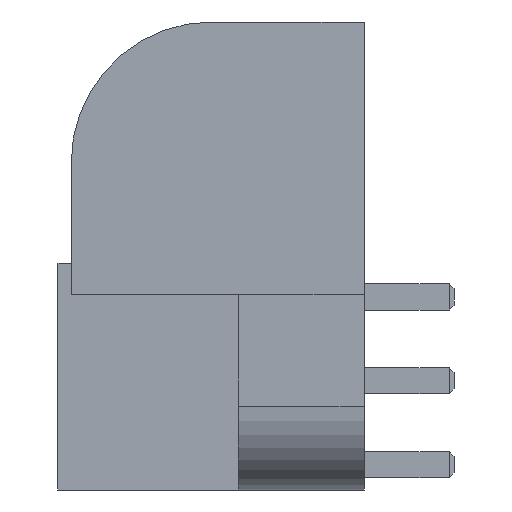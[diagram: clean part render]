
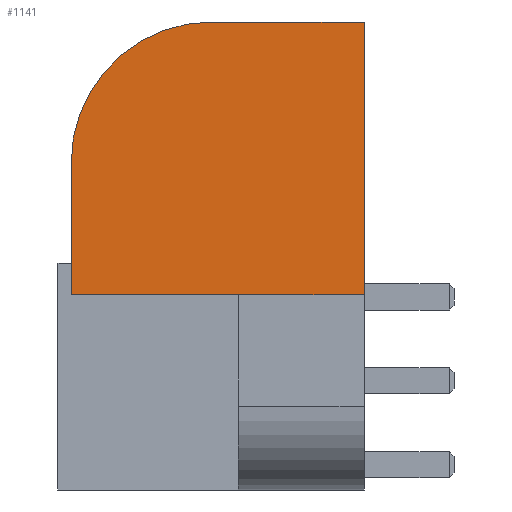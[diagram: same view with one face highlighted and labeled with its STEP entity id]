
A CAD part, left-side view. The second image highlights one B-rep face of the part: STEP entity #1141.
In plain terms, the highlighted planar face has unit normal (-1, 0, 0).
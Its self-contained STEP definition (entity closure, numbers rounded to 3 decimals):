
#1141 = ADVANCED_FACE( '', ( #2499 ), #2500, .F. );
#2499 = FACE_OUTER_BOUND( '', #4094, .T. );
#2500 = PLANE( '', #4095 );
#4094 = EDGE_LOOP( '', ( #7544, #7545, #7546, #7547, #7548 ) );
#4095 = AXIS2_PLACEMENT_3D( '', #7549, #7550, #7551 );
#7544 = ORIENTED_EDGE( '', *, *, #11373, .F. );
#7545 = ORIENTED_EDGE( '', *, *, #11374, .F. );
#7546 = ORIENTED_EDGE( '', *, *, #11375, .T. );
#7547 = ORIENTED_EDGE( '', *, *, #11334, .T. );
#7548 = ORIENTED_EDGE( '', *, *, #10548, .F. );
#7549 = CARTESIAN_POINT( '', ( -17.315, 4.235, 7.087 ) );
#7550 = DIRECTION( '', ( 1., 0., 0. ) );
#7551 = DIRECTION( '', ( 0., 0., -1. ) );
#10548 = EDGE_CURVE( '', #13002, #13004, #13005, .T. );
#11334 = EDGE_CURVE( '', #14185, #13004, #14190, .T. );
#11373 = EDGE_CURVE( '', #14238, #13002, #14239, .T. );
#11374 = EDGE_CURVE( '', #14240, #14238, #14241, .T. );
#11375 = EDGE_CURVE( '', #14240, #14185, #14242, .T. );
#13002 = VERTEX_POINT( '', #16379 );
#13004 = VERTEX_POINT( '', #16382 );
#13005 = LINE( '', #16383, #16384 );
#14185 = VERTEX_POINT( '', #18104 );
#14190 = LINE( '', #18112, #18113 );
#14238 = VERTEX_POINT( '', #18185 );
#14239 = LINE( '', #18186, #18187 );
#14240 = VERTEX_POINT( '', #18188 );
#14241 = CIRCLE( '', #18189, 4.25 );
#14242 = LINE( '', #18190, #18191 );
#16379 = CARTESIAN_POINT( '', ( -17.315, -4.635, 7.085 ) );
#16382 = CARTESIAN_POINT( '', ( -17.315, -4.635, -1.17 ) );
#16383 = CARTESIAN_POINT( '', ( -17.315, -4.635, 7.087 ) );
#16384 = VECTOR( '', #19762, 1000. );
#18104 = CARTESIAN_POINT( '', ( -17.315, 4.235, -1.17 ) );
#18112 = CARTESIAN_POINT( '', ( -17.315, 5., -1.17 ) );
#18113 = VECTOR( '', #20585, 1000. );
#18185 = CARTESIAN_POINT( '', ( -17.315, -0.015, 7.085 ) );
#18186 = CARTESIAN_POINT( '', ( -17.315, 5., 7.085 ) );
#18187 = VECTOR( '', #20610, 1000. );
#18188 = CARTESIAN_POINT( '', ( -17.315, 4.235, 2.835 ) );
#18189 = AXIS2_PLACEMENT_3D( '', #20611, #20612, #20613 );
#18190 = CARTESIAN_POINT( '', ( -17.315, 4.235, 7.087 ) );
#18191 = VECTOR( '', #20614, 1000. );
#19762 = DIRECTION( '', ( 0., 0., -1. ) );
#20585 = DIRECTION( '', ( 0., -1., 0. ) );
#20610 = DIRECTION( '', ( 0., -1., 0. ) );
#20611 = CARTESIAN_POINT( '', ( -17.315, -0.015, 2.835 ) );
#20612 = DIRECTION( '', ( 1., 0., 0. ) );
#20613 = DIRECTION( '', ( 0., 0., -1. ) );
#20614 = DIRECTION( '', ( 0., 0., -1. ) );
